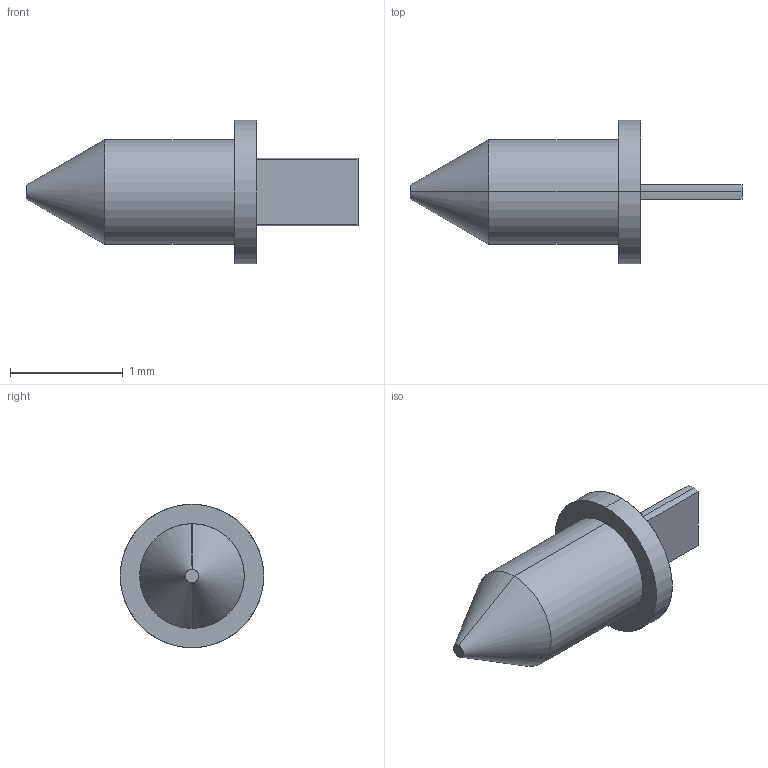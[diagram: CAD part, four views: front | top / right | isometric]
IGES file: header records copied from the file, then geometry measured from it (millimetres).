
Start section: SolidWorks IGES file using analytic representation for surfaces
Global section: file name: R280465000.IGS; native system: SolidWorks 2025; preprocessor: SolidWorks 2025; author: AMRIT_P; date: 251217.150129; units: millimetre
Bounding box: 2.95 x 1.27 x 1.27 mm (x, y, z)
Surface area: 8.7 mm2 (no closed solid volume)
Topology: 0 solids, 0 shells, 15 faces, 118 edges, 118 vertices
Faces by surface type: revolution 9, bspline 6
